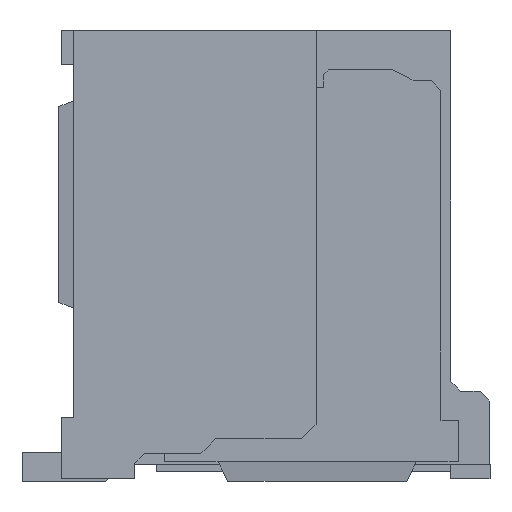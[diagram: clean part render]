
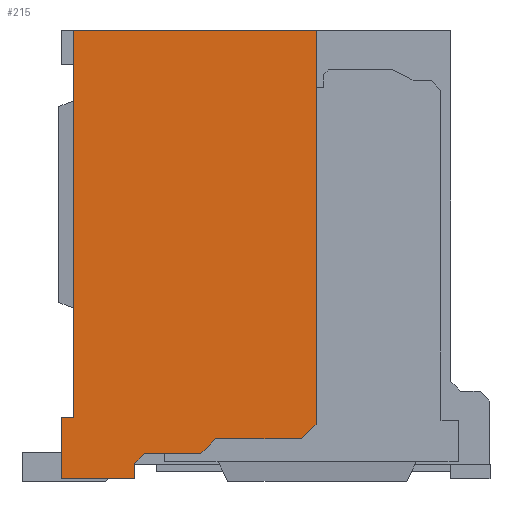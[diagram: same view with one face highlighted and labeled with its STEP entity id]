
A CAD part, left-side view. The second image highlights one B-rep face of the part: STEP entity #215.
In plain terms, the highlighted planar face has unit normal (-1, 0, 0).
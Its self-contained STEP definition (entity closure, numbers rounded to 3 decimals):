
#215=ADVANCED_FACE('',(#1167),#710,.T.);
#710=PLANE('',#10259);
#1167=FACE_OUTER_BOUND('',#1665,.T.);
#1665=EDGE_LOOP('',(#2778,#2779,#2780,#2781,#2782,#2783,#2784,#2785,#2786,
#2787,#2788,#2789));
#2778=ORIENTED_EDGE('',*,*,#6547,.T.);
#2779=ORIENTED_EDGE('',*,*,#6548,.T.);
#2780=ORIENTED_EDGE('',*,*,#6347,.T.);
#2781=ORIENTED_EDGE('',*,*,#6224,.F.);
#2782=ORIENTED_EDGE('',*,*,#6549,.F.);
#2783=ORIENTED_EDGE('',*,*,#6397,.F.);
#2784=ORIENTED_EDGE('',*,*,#6550,.T.);
#2785=ORIENTED_EDGE('',*,*,#6551,.T.);
#2786=ORIENTED_EDGE('',*,*,#6552,.T.);
#2787=ORIENTED_EDGE('',*,*,#6553,.T.);
#2788=ORIENTED_EDGE('',*,*,#6554,.T.);
#2789=ORIENTED_EDGE('',*,*,#6555,.T.);
#5220=VERTEX_POINT('',#13776);
#5221=VERTEX_POINT('',#13778);
#5335=VERTEX_POINT('',#14025);
#5376=VERTEX_POINT('',#14122);
#5377=VERTEX_POINT('',#14124);
#5492=VERTEX_POINT('',#14417);
#5493=VERTEX_POINT('',#14418);
#5494=VERTEX_POINT('',#14422);
#5495=VERTEX_POINT('',#14424);
#5496=VERTEX_POINT('',#14426);
#5497=VERTEX_POINT('',#14428);
#5498=VERTEX_POINT('',#14430);
#6224=EDGE_CURVE('',#5220,#5221,#7680,.T.);
#6347=EDGE_CURVE('',#5335,#5221,#7803,.T.);
#6397=EDGE_CURVE('',#5376,#5377,#7853,.T.);
#6547=EDGE_CURVE('',#5492,#5493,#8003,.T.);
#6548=EDGE_CURVE('',#5493,#5335,#8004,.T.);
#6549=EDGE_CURVE('',#5377,#5220,#8005,.T.);
#6550=EDGE_CURVE('',#5376,#5494,#8006,.T.);
#6551=EDGE_CURVE('',#5494,#5495,#8007,.T.);
#6552=EDGE_CURVE('',#5495,#5496,#8008,.T.);
#6553=EDGE_CURVE('',#5496,#5497,#8009,.T.);
#6554=EDGE_CURVE('',#5497,#5498,#8010,.T.);
#6555=EDGE_CURVE('',#5498,#5492,#8011,.T.);
#7680=LINE('',#13777,#9064);
#7803=LINE('',#14024,#9187);
#7853=LINE('',#14123,#9237);
#8003=LINE('',#14416,#9387);
#8004=LINE('',#14419,#9388);
#8005=LINE('',#14420,#9389);
#8006=LINE('',#14421,#9390);
#8007=LINE('',#14423,#9391);
#8008=LINE('',#14425,#9392);
#8009=LINE('',#14427,#9393);
#8010=LINE('',#14429,#9394);
#8011=LINE('',#14431,#9395);
#9064=VECTOR('',#11064,1.);
#9187=VECTOR('',#11207,1.);
#9237=VECTOR('',#11271,1.);
#9387=VECTOR('',#11477,1.);
#9388=VECTOR('',#11478,1.);
#9389=VECTOR('',#11479,1.);
#9390=VECTOR('',#11480,1.);
#9391=VECTOR('',#11481,1.);
#9392=VECTOR('',#11482,1.);
#9393=VECTOR('',#11483,1.);
#9394=VECTOR('',#11484,1.);
#9395=VECTOR('',#11485,1.);
#10259=AXIS2_PLACEMENT_3D('',#14432,#11486,#11487);
#11064=DIRECTION('',(0.,0.,1.));
#11207=DIRECTION('',(0.,1.,0.));
#11271=DIRECTION('',(0.,0.,1.));
#11477=DIRECTION('',(0.,-0.707,0.707));
#11478=DIRECTION('',(0.,0.,1.));
#11479=DIRECTION('',(0.,-1.,0.));
#11480=DIRECTION('',(0.,-1.,0.));
#11481=DIRECTION('',(0.,0.,1.));
#11482=DIRECTION('',(0.,-0.707,0.707));
#11483=DIRECTION('',(0.,-1.,0.));
#11484=DIRECTION('',(0.,-0.707,0.707));
#11485=DIRECTION('',(0.,-1.,0.));
#11486=DIRECTION('',(-1.,0.,0.));
#11487=DIRECTION('',(0.,0.,1.));
#13776=CARTESIAN_POINT('',(-6.65,10.9,1.2));
#13777=CARTESIAN_POINT('',(-6.65,10.9,9.1));
#13778=CARTESIAN_POINT('',(-6.65,10.9,9.1));
#14024=CARTESIAN_POINT('',(-6.65,10.9,9.1));
#14025=CARTESIAN_POINT('',(-6.65,5.95,9.1));
#14122=CARTESIAN_POINT('',(-6.65,11.15,-0.05));
#14123=CARTESIAN_POINT('',(-6.65,11.15,0.1));
#14124=CARTESIAN_POINT('',(-6.65,11.15,1.2));
#14416=CARTESIAN_POINT('',(-6.65,6.25,0.77));
#14417=CARTESIAN_POINT('',(-6.65,6.25,0.77));
#14418=CARTESIAN_POINT('',(-6.65,5.95,1.07));
#14419=CARTESIAN_POINT('',(-6.65,5.95,1.07));
#14420=CARTESIAN_POINT('',(-6.65,11.15,1.2));
#14421=CARTESIAN_POINT('',(-6.65,11.15,-0.05));
#14422=CARTESIAN_POINT('',(-6.65,9.65,-0.05));
#14423=CARTESIAN_POINT('',(-6.65,9.65,0.1));
#14424=CARTESIAN_POINT('',(-6.65,9.65,0.27));
#14425=CARTESIAN_POINT('',(-6.65,9.65,0.27));
#14426=CARTESIAN_POINT('',(-6.65,9.45,0.47));
#14427=CARTESIAN_POINT('',(-6.65,9.45,0.47));
#14428=CARTESIAN_POINT('',(-6.65,8.3,0.47));
#14429=CARTESIAN_POINT('',(-6.65,8.3,0.47));
#14430=CARTESIAN_POINT('',(-6.65,8.,0.77));
#14431=CARTESIAN_POINT('',(-6.65,8.,0.77));
#14432=CARTESIAN_POINT('',(-6.65,10.9,9.1));
